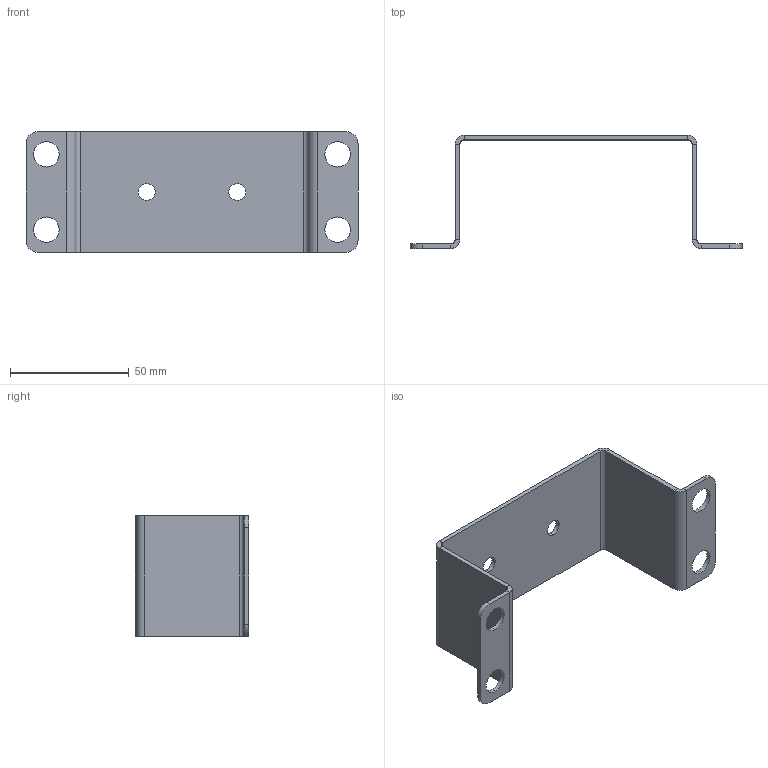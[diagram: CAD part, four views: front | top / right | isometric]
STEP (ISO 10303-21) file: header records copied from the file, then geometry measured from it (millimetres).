
FILE_DESCRIPTION (( 'STEP AP203' ), '1' );
FILE_NAME ('2234305090_Default_sldprt.STEP', '2023-01-20T01:29:24', ( '' ), ( '' ), 'SwSTEP 2.0', 'SolidWorks 2022', '' );
FILE_SCHEMA (( 'CONFIG_CONTROL_DESIGN' ));
Length unit declared in the file: inch
Products named in the file (1): 2234305090_Default_sldprt
Bounding box: 139.7 x 47.62 x 50.8 mm (x, y, z)
Volume: 21012.8 mm3; surface area: 23441.3 mm2
Topology: 1 solids, 1 shells, 54 faces, 124 edges, 72 vertices
Faces by surface type: plane 30, cylinder 24
Entity records: 1603 total; most frequent: DIRECTION 282, CARTESIAN_POINT 251, ORIENTED_EDGE 248, EDGE_CURVE 124, AXIS2_PLACEMENT_3D 103, VECTOR 76, LINE 76, VERTEX_POINT 72
